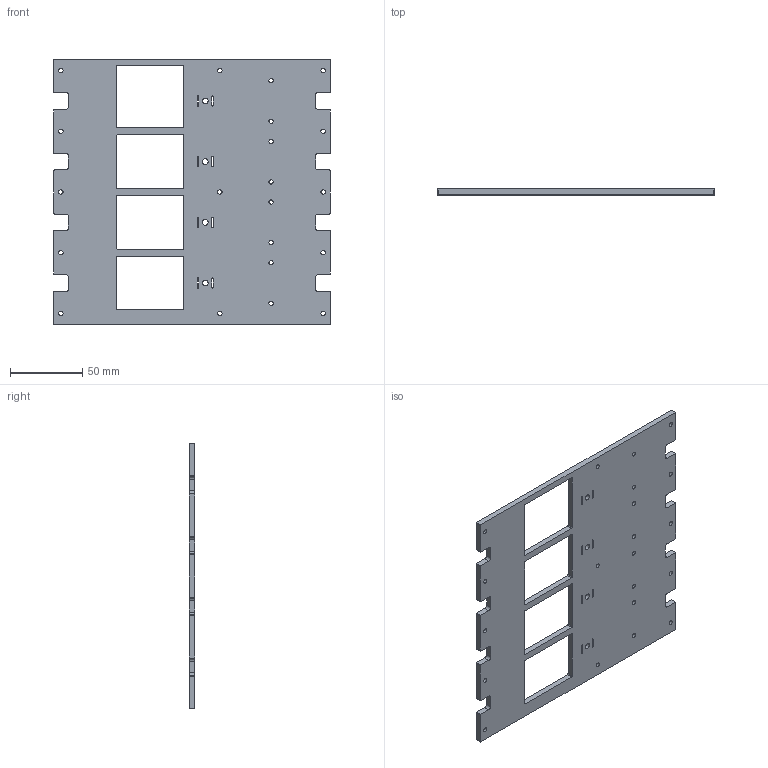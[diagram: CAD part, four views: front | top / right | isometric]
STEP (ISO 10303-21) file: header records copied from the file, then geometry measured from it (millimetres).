
FILE_DESCRIPTION(/* description */ (''),/* implementation_level */ '2;1');
FILE_NAME(/* name */ 'Laser-Base-x4.stp',/* time_stamp */ '2020-11-21T22:18:34+10:00',/* author */ ('lucas'),/* organization */ (''),/* preprocessor_version */ 'ST-DEVELOPER v18.1',/* originating_system */ 'Autodesk Inventor 2021',/* authorisation */ '');
FILE_SCHEMA (('AUTOMOTIVE_DESIGN { 1 0 10303 214 3 1 1 }'));
Length unit declared in the file: millimetre
Products named in the file (1): Laser-Base-x4
Bounding box: 191.45 x 4 x 184 mm (x, y, z)
Volume: 107631.7 mm3; surface area: 61595.5 mm2
Topology: 1 solids, 1 shells, 164 faces, 486 edges, 324 vertices
Faces by surface type: cylinder 93, plane 71
Full cylindrical faces by diameter (mm): 3 x8, 3.05 x13, 4 x4
Entity records: 5745 total; most frequent: DIRECTION 1002, CARTESIAN_POINT 975, ORIENTED_EDGE 972, EDGE_CURVE 486, AXIS2_PLACEMENT_3D 351, VERTEX_POINT 324, LINE 300, VECTOR 300
